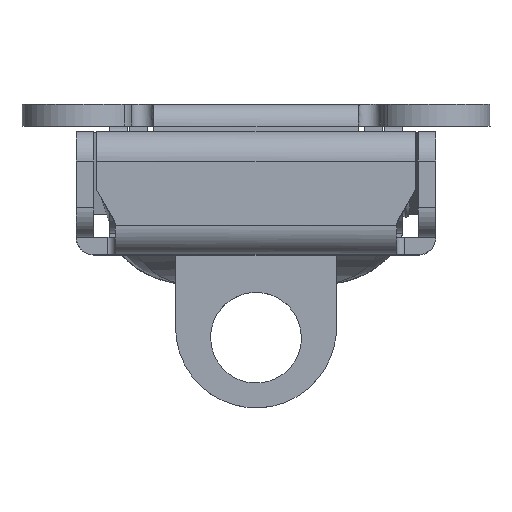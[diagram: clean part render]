
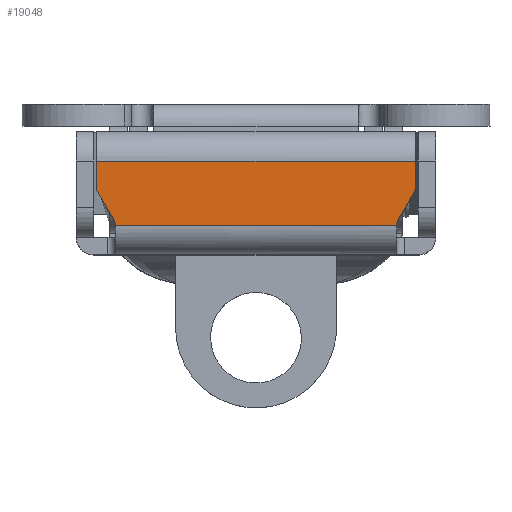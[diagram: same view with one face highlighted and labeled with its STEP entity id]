
A CAD part, top view. The second image highlights one B-rep face of the part: STEP entity #19048.
In plain terms, the highlighted free-form (B-spline) face has degree [1, 1] with [2, 2] control points.
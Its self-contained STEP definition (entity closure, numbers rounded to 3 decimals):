
#17723=CARTESIAN_POINT('',(-10.9,-3.9,31.));
#17724=VERTEX_POINT('',#17723);
#17740=CARTESIAN_POINT('',(10.9,-3.9,31.));
#17741=VERTEX_POINT('',#17740);
#17742=CARTESIAN_POINT('',(10.9,-3.9,31.));
#17743=CARTESIAN_POINT('',(-10.9,-3.9,31.));
#17744=QUASI_UNIFORM_CURVE('',1,(#17742,#17743),.UNSPECIFIED.,.F.,.U.);
#17745=EDGE_CURVE('',#17741,#17724,#17744,.T.);
#18375=CARTESIAN_POINT('',(-10.9,-5.766,31.));
#18376=VERTEX_POINT('',#18375);
#18377=CARTESIAN_POINT('',(-10.833,-6.016,31.));
#18378=VERTEX_POINT('',#18377);
#18379=CARTESIAN_POINT('',(-10.9,-5.766,31.));
#18380=CARTESIAN_POINT('',(-10.9,-5.9,31.));
#18381=CARTESIAN_POINT('',(-10.833,-6.016,31.));
#18389=(BOUNDED_CURVE()B_SPLINE_CURVE(2,(#18379,#18380,#18381),.UNSPECIFIED.,.F.,.U.)CURVE()GEOMETRIC_REPRESENTATION_ITEM()QUASI_UNIFORM_CURVE()RATIONAL_B_SPLINE_CURVE((1.0,0.966,1.0))REPRESENTATION_ITEM(''));
#18390=EDGE_CURVE('',#18376,#18378,#18389,.T.);
#18427=CARTESIAN_POINT('',(-9.687,-8.001,31.));
#18428=VERTEX_POINT('',#18427);
#18429=CARTESIAN_POINT('',(-9.687,-8.001,31.));
#18430=CARTESIAN_POINT('',(-10.833,-6.016,31.));
#18431=QUASI_UNIFORM_CURVE('',1,(#18429,#18430),.UNSPECIFIED.,.F.,.U.);
#18432=EDGE_CURVE('',#18428,#18378,#18431,.T.);
#18464=CARTESIAN_POINT('',(-9.62,-8.251,31.));
#18465=VERTEX_POINT('',#18464);
#18466=CARTESIAN_POINT('',(-9.62,-8.251,31.));
#18467=CARTESIAN_POINT('',(-9.62,-8.117,31.));
#18468=CARTESIAN_POINT('',(-9.687,-8.001,31.));
#18476=(BOUNDED_CURVE()B_SPLINE_CURVE(2,(#18466,#18467,#18468),.UNSPECIFIED.,.F.,.U.)CURVE()GEOMETRIC_REPRESENTATION_ITEM()QUASI_UNIFORM_CURVE()RATIONAL_B_SPLINE_CURVE((1.0,0.966,1.0))REPRESENTATION_ITEM(''));
#18477=EDGE_CURVE('',#18465,#18428,#18476,.T.);
#18517=CARTESIAN_POINT('',(9.687,-8.001,31.));
#18518=VERTEX_POINT('',#18517);
#18519=CARTESIAN_POINT('',(9.62,-8.251,31.));
#18520=VERTEX_POINT('',#18519);
#18521=CARTESIAN_POINT('',(9.687,-8.001,31.));
#18522=CARTESIAN_POINT('',(9.62,-8.117,31.));
#18523=CARTESIAN_POINT('',(9.62,-8.251,31.));
#18531=(BOUNDED_CURVE()B_SPLINE_CURVE(2,(#18521,#18522,#18523),.UNSPECIFIED.,.F.,.U.)CURVE()GEOMETRIC_REPRESENTATION_ITEM()QUASI_UNIFORM_CURVE()RATIONAL_B_SPLINE_CURVE((1.0,0.966,1.0))REPRESENTATION_ITEM(''));
#18532=EDGE_CURVE('',#18518,#18520,#18531,.T.);
#18569=CARTESIAN_POINT('',(10.833,-6.016,31.));
#18570=VERTEX_POINT('',#18569);
#18571=CARTESIAN_POINT('',(10.833,-6.016,31.));
#18572=CARTESIAN_POINT('',(9.687,-8.001,31.));
#18573=QUASI_UNIFORM_CURVE('',1,(#18571,#18572),.UNSPECIFIED.,.F.,.U.);
#18574=EDGE_CURVE('',#18570,#18518,#18573,.T.);
#18606=CARTESIAN_POINT('',(10.9,-5.766,31.));
#18607=VERTEX_POINT('',#18606);
#18608=CARTESIAN_POINT('',(10.833,-6.016,31.));
#18609=CARTESIAN_POINT('',(10.9,-5.9,31.));
#18610=CARTESIAN_POINT('',(10.9,-5.766,31.));
#18618=(BOUNDED_CURVE()B_SPLINE_CURVE(2,(#18608,#18609,#18610),.UNSPECIFIED.,.F.,.U.)CURVE()GEOMETRIC_REPRESENTATION_ITEM()QUASI_UNIFORM_CURVE()RATIONAL_B_SPLINE_CURVE((1.0,0.966,1.0))REPRESENTATION_ITEM(''));
#18619=EDGE_CURVE('',#18570,#18607,#18618,.T.);
#18656=CARTESIAN_POINT('',(10.9,-3.9,31.));
#18657=CARTESIAN_POINT('',(10.9,-5.766,31.));
#18658=QUASI_UNIFORM_CURVE('',1,(#18656,#18657),.UNSPECIFIED.,.F.,.U.);
#18659=EDGE_CURVE('',#17741,#18607,#18658,.T.);
#18715=CARTESIAN_POINT('',(-10.9,-5.766,31.));
#18716=CARTESIAN_POINT('',(-10.9,-3.9,31.));
#18717=QUASI_UNIFORM_CURVE('',1,(#18715,#18716),.UNSPECIFIED.,.F.,.U.);
#18718=EDGE_CURVE('',#18376,#17724,#18717,.T.);
#18993=CARTESIAN_POINT('',(-9.62,-8.3,31.));
#18994=VERTEX_POINT('',#18993);
#19008=CARTESIAN_POINT('',(-9.62,-8.251,31.));
#19009=CARTESIAN_POINT('',(-9.62,-8.3,31.));
#19010=QUASI_UNIFORM_CURVE('',1,(#19008,#19009),.UNSPECIFIED.,.F.,.U.);
#19011=EDGE_CURVE('',#18465,#18994,#19010,.T.);
#19019=CARTESIAN_POINT('',(-11.989,-8.52,31.));
#19020=CARTESIAN_POINT('',(11.989,-8.52,31.));
#19021=CARTESIAN_POINT('',(-11.989,-3.68,31.));
#19022=CARTESIAN_POINT('',(11.989,-3.68,31.));
#19023=B_SPLINE_SURFACE_WITH_KNOTS('',1,1,((#19019,#19021),(#19020,#19022)),.UNSPECIFIED.,.F.,.F.,.U.,(2,2),(2,2),(0.0,23.978),(0.0,4.84),.UNSPECIFIED.);
#19024=ORIENTED_EDGE('',*,*,#18659,.F.);
#19025=ORIENTED_EDGE('',*,*,#17745,.T.);
#19026=ORIENTED_EDGE('',*,*,#18718,.F.);
#19027=ORIENTED_EDGE('',*,*,#18390,.T.);
#19028=ORIENTED_EDGE('',*,*,#18432,.F.);
#19029=ORIENTED_EDGE('',*,*,#18477,.F.);
#19030=ORIENTED_EDGE('',*,*,#19011,.T.);
#19031=CARTESIAN_POINT('',(9.62,-8.3,31.));
#19032=VERTEX_POINT('',#19031);
#19033=CARTESIAN_POINT('',(-9.62,-8.3,31.));
#19034=CARTESIAN_POINT('',(9.62,-8.3,31.));
#19035=QUASI_UNIFORM_CURVE('',1,(#19033,#19034),.UNSPECIFIED.,.F.,.U.);
#19036=EDGE_CURVE('',#18994,#19032,#19035,.T.);
#19037=ORIENTED_EDGE('',*,*,#19036,.T.);
#19038=CARTESIAN_POINT('',(9.62,-8.251,31.));
#19039=CARTESIAN_POINT('',(9.62,-8.3,31.));
#19040=QUASI_UNIFORM_CURVE('',1,(#19038,#19039),.UNSPECIFIED.,.F.,.U.);
#19041=EDGE_CURVE('',#18520,#19032,#19040,.T.);
#19042=ORIENTED_EDGE('',*,*,#19041,.F.);
#19043=ORIENTED_EDGE('',*,*,#18532,.F.);
#19044=ORIENTED_EDGE('',*,*,#18574,.F.);
#19045=ORIENTED_EDGE('',*,*,#18619,.T.);
#19046=EDGE_LOOP('',(#19024,#19025,#19026,#19027,#19028,#19029,#19030,#19037,#19042,#19043,#19044,#19045));
#19047=FACE_OUTER_BOUND('',#19046,.T.);
#19048=ADVANCED_FACE('',(#19047),#19023,.T.);
